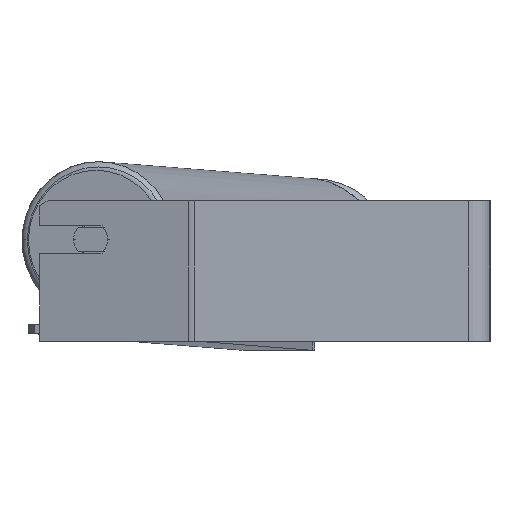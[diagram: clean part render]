
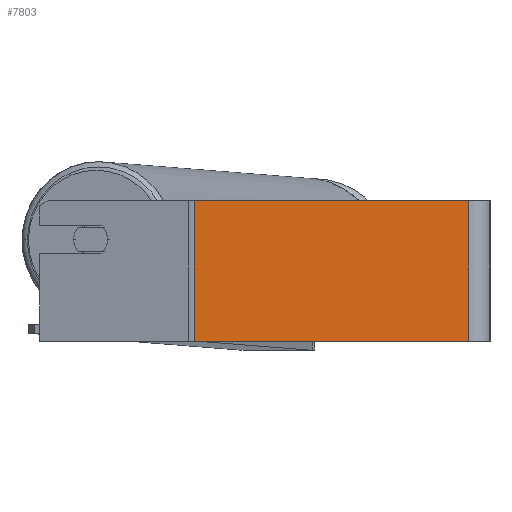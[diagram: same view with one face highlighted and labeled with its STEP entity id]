
A CAD part, left-side view. The second image highlights one B-rep face of the part: STEP entity #7803.
In plain terms, the highlighted planar face has unit normal (-1, 0, 0).
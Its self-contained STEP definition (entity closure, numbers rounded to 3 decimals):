
#64 = DIRECTION ( 'NONE',  ( 1., 0., 0. ) ) ;
#741 = FACE_OUTER_BOUND ( 'NONE', #4034, .T. ) ;
#1037 = LINE ( 'NONE', #2496, #4783 ) ;
#1679 = ORIENTED_EDGE ( 'NONE', *, *, #5366, .T. ) ;
#1948 = EDGE_CURVE ( 'NONE', #2175, #5376, #6605, .T. ) ;
#2175 = VERTEX_POINT ( 'NONE', #8451 ) ;
#2496 = CARTESIAN_POINT ( 'NONE',  ( -745., 169.575, -40. ) ) ;
#3154 = LINE ( 'NONE', #6066, #4080 ) ;
#3453 = AXIS2_PLACEMENT_3D ( 'NONE', #3563, #64, #5813 ) ;
#3563 = CARTESIAN_POINT ( 'NONE',  ( -745., 169.575, 40. ) ) ;
#3764 = CARTESIAN_POINT ( 'NONE',  ( -745., 169.575, 40. ) ) ;
#3910 = DIRECTION ( 'NONE',  ( 0., 0., -1. ) ) ;
#4034 = EDGE_LOOP ( 'NONE', ( #1679, #7886, #4466, #8122 ) ) ;
#4057 = CARTESIAN_POINT ( 'NONE',  ( -745., 12., 40. ) ) ;
#4080 = VECTOR ( 'NONE', #3910, 1000. ) ;
#4296 = CARTESIAN_POINT ( 'NONE',  ( -745., 12., -40. ) ) ;
#4349 = EDGE_CURVE ( 'NONE', #7143, #5605, #3154, .T. ) ;
#4428 = CARTESIAN_POINT ( 'NONE',  ( -745., 167.995, 40. ) ) ;
#4466 = ORIENTED_EDGE ( 'NONE', *, *, #4655, .F. ) ;
#4556 = VECTOR ( 'NONE', #5903, 1000. ) ;
#4655 = EDGE_CURVE ( 'NONE', #2175, #7143, #4675, .T. ) ;
#4675 = LINE ( 'NONE', #3764, #9312 ) ;
#4783 = VECTOR ( 'NONE', #8280, 1000. ) ;
#5044 = PLANE ( 'NONE',  #3453 ) ;
#5252 = DIRECTION ( 'NONE',  ( 0., -1., 0. ) ) ;
#5366 = EDGE_CURVE ( 'NONE', #5376, #5605, #1037, .T. ) ;
#5376 = VERTEX_POINT ( 'NONE', #6869 ) ;
#5605 = VERTEX_POINT ( 'NONE', #4296 ) ;
#5813 = DIRECTION ( 'NONE',  ( 0., 0., -1. ) ) ;
#5903 = DIRECTION ( 'NONE',  ( 0., 0., -1. ) ) ;
#6066 = CARTESIAN_POINT ( 'NONE',  ( -745., 12., 40. ) ) ;
#6605 = LINE ( 'NONE', #4428, #4556 ) ;
#6869 = CARTESIAN_POINT ( 'NONE',  ( -745., 167.995, -40. ) ) ;
#7143 = VERTEX_POINT ( 'NONE', #4057 ) ;
#7803 = ADVANCED_FACE ( 'NONE', ( #741 ), #5044, .F. ) ;
#7886 = ORIENTED_EDGE ( 'NONE', *, *, #4349, .F. ) ;
#8122 = ORIENTED_EDGE ( 'NONE', *, *, #1948, .T. ) ;
#8280 = DIRECTION ( 'NONE',  ( 0., -1., 0. ) ) ;
#8451 = CARTESIAN_POINT ( 'NONE',  ( -745., 167.995, 40. ) ) ;
#9312 = VECTOR ( 'NONE', #5252, 1000. ) ;
